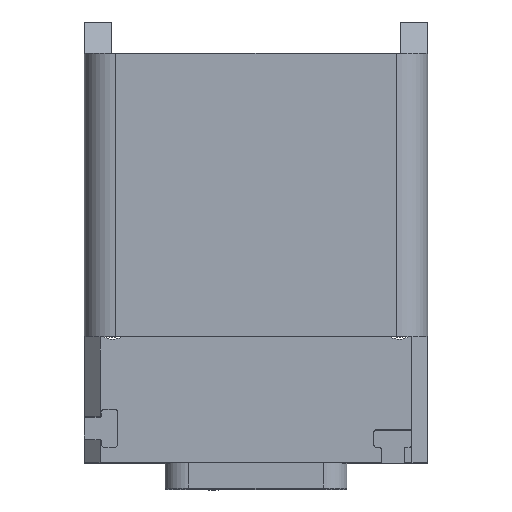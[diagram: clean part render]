
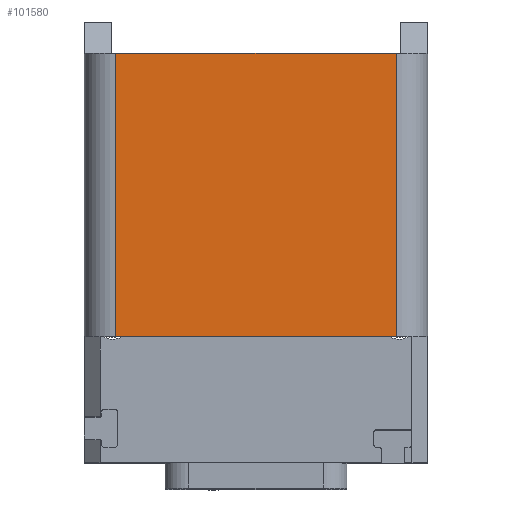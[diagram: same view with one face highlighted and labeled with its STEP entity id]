
A CAD part, top view. The second image highlights one B-rep face of the part: STEP entity #101580.
In plain terms, the highlighted planar face has unit normal (0, 0, 1).
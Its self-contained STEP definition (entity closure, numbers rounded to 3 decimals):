
#10710=DIRECTION('',(1.,0.,0.));
#10711=VECTOR('',#10710,17.8);
#10712=CARTESIAN_POINT('',(-8.9,1.65,15.85));
#10713=LINE('',#10712,#10711);
#10727=DIRECTION('',(0.,-1.,0.));
#10728=VECTOR('',#10727,18.);
#10729=CARTESIAN_POINT('',(8.9,19.65,15.85));
#10730=LINE('',#10729,#10728);
#10744=DIRECTION('',(1.,0.,0.));
#10745=VECTOR('',#10744,17.8);
#10746=CARTESIAN_POINT('',(-8.9,19.65,15.85));
#10747=LINE('',#10746,#10745);
#10748=DIRECTION('',(0.,1.,0.));
#10749=VECTOR('',#10748,18.);
#10750=CARTESIAN_POINT('',(-8.9,1.65,15.85));
#10751=LINE('',#10750,#10749);
#74347=CARTESIAN_POINT('',(-8.9,1.65,15.85));
#74348=CARTESIAN_POINT('',(8.9,1.65,15.85));
#74349=VERTEX_POINT('',#74347);
#74350=VERTEX_POINT('',#74348);
#74535=CARTESIAN_POINT('',(-8.9,19.65,15.85));
#74536=VERTEX_POINT('',#74535);
#74537=CARTESIAN_POINT('',(8.9,19.65,15.85));
#74538=VERTEX_POINT('',#74537);
#101567=CARTESIAN_POINT('',(-10.9,21.65,15.85));
#101568=DIRECTION('',(0.,0.,1.));
#101569=DIRECTION('',(0.,-1.,0.));
#101570=AXIS2_PLACEMENT_3D('',#101567,#101568,#101569);
#101571=PLANE('',#101570);
#101573=ORIENTED_EDGE('',*,*,#101572,.T.);
#101575=ORIENTED_EDGE('',*,*,#101574,.T.);
#101576=ORIENTED_EDGE('',*,*,#101556,.T.);
#101577=ORIENTED_EDGE('',*,*,#101528,.F.);
#101578=EDGE_LOOP('',(#101573,#101575,#101576,#101577));
#101579=FACE_OUTER_BOUND('',#101578,.F.);
#101580=ADVANCED_FACE('',(#101579),#101571,.T.);
#101528=EDGE_CURVE('',#74349,#74350,#10713,.T.);
#101556=EDGE_CURVE('',#74538,#74350,#10730,.T.);
#101572=EDGE_CURVE('',#74349,#74536,#10751,.T.);
#101574=EDGE_CURVE('',#74536,#74538,#10747,.T.);
